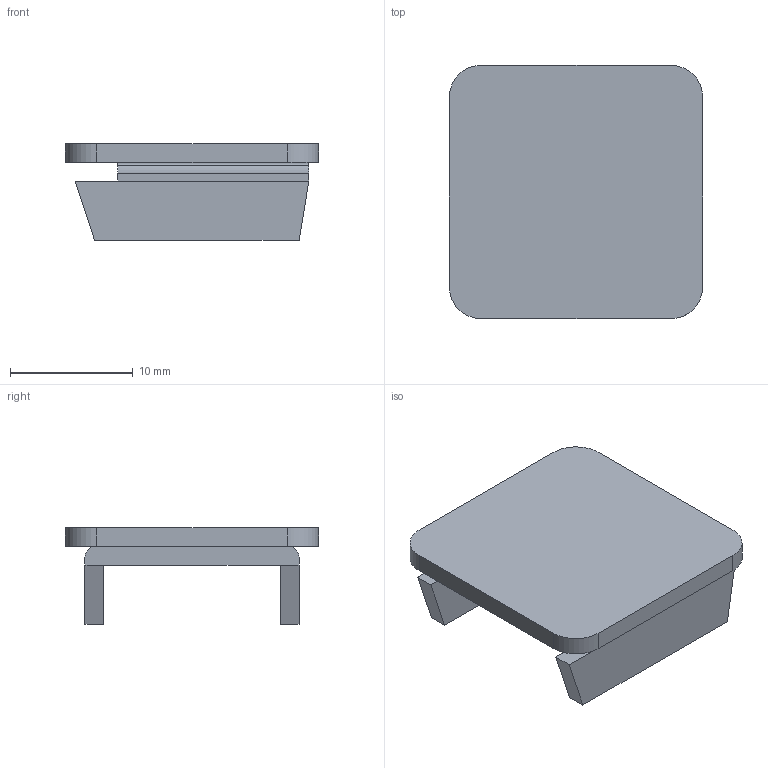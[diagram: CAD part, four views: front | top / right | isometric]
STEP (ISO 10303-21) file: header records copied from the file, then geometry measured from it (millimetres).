
FILE_DESCRIPTION(('TurboCAD Mac Pro'),'Build 980');
FILE_NAME('P6280.stp',' ',(''),(''),'ACIS Interop','IMSI','TurboCAD Mac Pro BY IMSI, INCORPORATED');
FILE_SCHEMA(('automotive_design'));
Length unit declared in the file: inch
Products named in the file (3): 1; 2; 3
Bounding box: 20.64 x 20.64 x 7.87 mm (x, y, z)
Volume: 1313 mm3; surface area: 1587.4 mm2
Topology: 3 solids, 3 shells, 31 faces, 72 edges, 48 vertices
Faces by surface type: plane 23, cylinder 4, bspline 4
Entity records: 1216 total; most frequent: CARTESIAN_POINT 206, ORIENTED_EDGE 144, DIRECTION 132, EDGE_CURVE 72, LINE 56, VECTOR 56, VERTEX_POINT 48, AXIS2_PLACEMENT_3D 38
